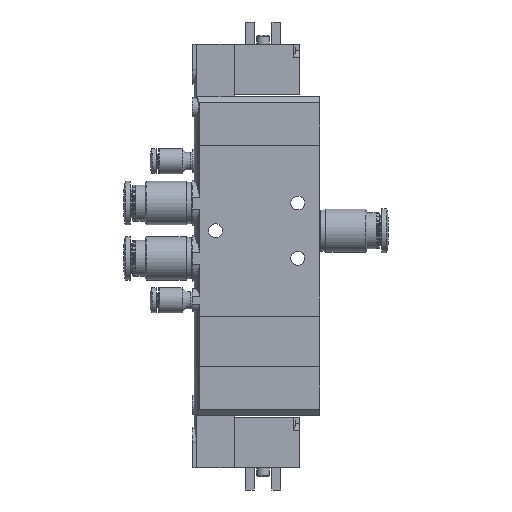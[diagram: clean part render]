
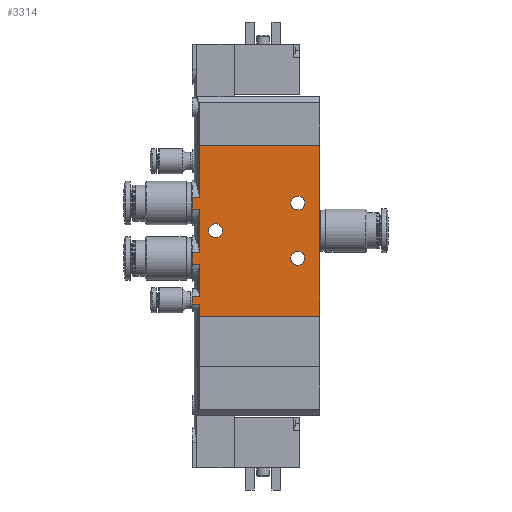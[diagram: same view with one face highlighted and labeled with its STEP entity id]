
A CAD part, left-side view. The second image highlights one B-rep face of the part: STEP entity #3314.
In plain terms, the highlighted face is planar.
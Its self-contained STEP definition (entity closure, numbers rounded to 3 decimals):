
#117=PLANE('',#4172);
#291=CIRCLE('',#4160,2.2);
#293=CIRCLE('',#4163,2.2);
#298=CIRCLE('',#4173,2.2);
#531=ORIENTED_EDGE('',*,*,#1366,.T.);
#532=ORIENTED_EDGE('',*,*,#1403,.T.);
#533=ORIENTED_EDGE('',*,*,#1396,.F.);
#534=ORIENTED_EDGE('',*,*,#1355,.T.);
#535=ORIENTED_EDGE('',*,*,#1368,.T.);
#536=ORIENTED_EDGE('',*,*,#1357,.T.);
#537=ORIENTED_EDGE('',*,*,#1398,.F.);
#538=ORIENTED_EDGE('',*,*,#1347,.T.);
#539=ORIENTED_EDGE('',*,*,#1371,.T.);
#540=ORIENTED_EDGE('',*,*,#1349,.T.);
#541=ORIENTED_EDGE('',*,*,#1390,.F.);
#542=ORIENTED_EDGE('',*,*,#1380,.T.);
#543=ORIENTED_EDGE('',*,*,#1384,.T.);
#544=ORIENTED_EDGE('',*,*,#1382,.T.);
#545=ORIENTED_EDGE('',*,*,#1393,.F.);
#546=ORIENTED_EDGE('',*,*,#1404,.F.);
#547=ORIENTED_EDGE('',*,*,#1388,.F.);
#548=ORIENTED_EDGE('',*,*,#1386,.F.);
#549=ORIENTED_EDGE('',*,*,#1405,.F.);
#1347=EDGE_CURVE('',#1798,#1797,#2122,.F.);
#1349=EDGE_CURVE('',#1799,#1800,#2123,.T.);
#1355=EDGE_CURVE('',#1806,#1805,#2126,.F.);
#1357=EDGE_CURVE('',#1807,#1808,#2127,.T.);
#1366=EDGE_CURVE('',#1817,#1816,#2131,.T.);
#1368=EDGE_CURVE('',#1805,#1807,#2133,.T.);
#1371=EDGE_CURVE('',#1797,#1799,#2135,.T.);
#1380=EDGE_CURVE('',#1825,#1826,#2140,.F.);
#1382=EDGE_CURVE('',#1828,#1827,#2141,.T.);
#1384=EDGE_CURVE('',#1826,#1828,#2142,.T.);
#1386=EDGE_CURVE('',#1830,#1830,#291,.F.);
#1388=EDGE_CURVE('',#1832,#1832,#293,.F.);
#1390=EDGE_CURVE('',#1825,#1800,#2143,.T.);
#1393=EDGE_CURVE('',#1835,#1827,#2145,.T.);
#1396=EDGE_CURVE('',#1806,#1837,#2148,.T.);
#1398=EDGE_CURVE('',#1798,#1808,#2149,.T.);
#1403=EDGE_CURVE('',#1816,#1837,#2153,.T.);
#1404=EDGE_CURVE('',#1817,#1835,#2154,.T.);
#1405=EDGE_CURVE('',#1839,#1839,#298,.F.);
#1797=VERTEX_POINT('',#5576);
#1798=VERTEX_POINT('',#5578);
#1799=VERTEX_POINT('',#5590);
#1800=VERTEX_POINT('',#5591);
#1805=VERTEX_POINT('',#5610);
#1806=VERTEX_POINT('',#5612);
#1807=VERTEX_POINT('',#5624);
#1808=VERTEX_POINT('',#5625);
#1816=VERTEX_POINT('',#5650);
#1817=VERTEX_POINT('',#5652);
#1825=VERTEX_POINT('',#5689);
#1826=VERTEX_POINT('',#5690);
#1827=VERTEX_POINT('',#5702);
#1828=VERTEX_POINT('',#5704);
#1830=VERTEX_POINT('',#5712);
#1832=VERTEX_POINT('',#5717);
#1835=VERTEX_POINT('',#5725);
#1837=VERTEX_POINT('',#5732);
#1839=VERTEX_POINT('',#5746);
#2122=LINE('',#5577,#2337);
#2123=LINE('',#5589,#2338);
#2126=LINE('',#5611,#2341);
#2127=LINE('',#5623,#2342);
#2131=LINE('',#5651,#2346);
#2133=LINE('',#5655,#2348);
#2135=LINE('',#5660,#2350);
#2140=LINE('',#5688,#2355);
#2141=LINE('',#5703,#2356);
#2142=LINE('',#5707,#2357);
#2143=LINE('',#5721,#2358);
#2145=LINE('',#5726,#2360);
#2148=LINE('',#5731,#2363);
#2149=LINE('',#5735,#2364);
#2153=LINE('',#5743,#2368);
#2154=LINE('',#5744,#2369);
#2337=VECTOR('',#4548,1000.);
#2338=VECTOR('',#4551,1000.);
#2341=VECTOR('',#4560,1000.);
#2342=VECTOR('',#4563,1000.);
#2346=VECTOR('',#4577,1000.);
#2348=VECTOR('',#4581,1000.);
#2350=VECTOR('',#4587,1000.);
#2355=VECTOR('',#4604,1000.);
#2356=VECTOR('',#4605,1000.);
#2357=VECTOR('',#4610,1000.);
#2358=VECTOR('',#4627,1000.);
#2360=VECTOR('',#4631,1000.);
#2363=VECTOR('',#4636,1000.);
#2364=VECTOR('',#4641,1000.);
#2368=VECTOR('',#4651,1000.);
#2369=VECTOR('',#4652,1000.);
#2580=EDGE_LOOP('',(#531,#532,#533,#534,#535,#536,#537,#538,#539,#540,#541,
#542,#543,#544,#545,#546));
#2581=EDGE_LOOP('',(#547));
#2582=EDGE_LOOP('',(#548));
#2583=EDGE_LOOP('',(#549));
#2912=FACE_BOUND('',#2580,.T.);
#2913=FACE_BOUND('',#2581,.T.);
#2914=FACE_BOUND('',#2582,.T.);
#2915=FACE_BOUND('',#2583,.T.);
#3314=ADVANCED_FACE('',(#2912,#2913,#2914,#2915),#117,.F.);
#4160=AXIS2_PLACEMENT_3D('',#5711,#4615,#4616);
#4163=AXIS2_PLACEMENT_3D('',#5716,#4621,#4622);
#4172=AXIS2_PLACEMENT_3D('',#5742,#4649,#4650);
#4173=AXIS2_PLACEMENT_3D('',#5745,#4653,#4654);
#4548=DIRECTION('',(0.,-1.,0.));
#4551=DIRECTION('',(0.,-1.,0.));
#4560=DIRECTION('',(0.,-1.,0.));
#4563=DIRECTION('',(0.,-1.,0.));
#4577=DIRECTION('',(-1.,0.,0.));
#4581=DIRECTION('',(1.,0.,0.));
#4587=DIRECTION('',(1.,0.,0.));
#4604=DIRECTION('',(0.,-1.,0.));
#4605=DIRECTION('',(0.,-1.,0.));
#4610=DIRECTION('',(1.,0.,0.));
#4615=DIRECTION('',(0.,0.,1.));
#4616=DIRECTION('',(1.,0.,0.));
#4621=DIRECTION('',(0.,0.,1.));
#4622=DIRECTION('',(1.,0.,0.));
#4627=DIRECTION('',(-1.,0.,0.));
#4631=DIRECTION('',(-1.,0.,0.));
#4636=DIRECTION('',(-1.,0.,0.));
#4641=DIRECTION('',(-1.,0.,0.));
#4649=DIRECTION('',(0.,0.,1.));
#4650=DIRECTION('',(1.,0.,0.));
#4651=DIRECTION('',(0.,1.,0.));
#4652=DIRECTION('',(0.,1.,0.));
#4653=DIRECTION('',(0.,0.,1.));
#4654=DIRECTION('',(1.,0.,0.));
#5576=CARTESIAN_POINT('',(33.863,40.4,-7.));
#5577=CARTESIAN_POINT('',(33.863,0.,-7.));
#5578=CARTESIAN_POINT('',(33.863,38.066,-7.));
#5589=CARTESIAN_POINT('',(37.637,0.,-7.));
#5590=CARTESIAN_POINT('',(37.637,40.4,-7.));
#5591=CARTESIAN_POINT('',(37.637,38.066,-7.));
#5610=CARTESIAN_POINT('',(16.363,40.4,-7.));
#5611=CARTESIAN_POINT('',(16.363,0.,-7.));
#5612=CARTESIAN_POINT('',(16.363,38.066,-7.));
#5623=CARTESIAN_POINT('',(20.137,0.,-7.));
#5624=CARTESIAN_POINT('',(20.137,40.4,-7.));
#5625=CARTESIAN_POINT('',(20.137,38.066,-7.));
#5650=CARTESIAN_POINT('',(0.,0.,-7.));
#5651=CARTESIAN_POINT('',(54.,0.,-7.));
#5652=CARTESIAN_POINT('',(54.,0.,-7.));
#5655=CARTESIAN_POINT('',(18.25,40.4,-7.));
#5660=CARTESIAN_POINT('',(35.75,40.4,-7.));
#5688=CARTESIAN_POINT('',(47.8,0.,-7.));
#5689=CARTESIAN_POINT('',(47.8,38.066,-7.));
#5690=CARTESIAN_POINT('',(47.8,40.4,-7.));
#5702=CARTESIAN_POINT('',(50.2,38.066,-7.));
#5703=CARTESIAN_POINT('',(50.2,0.,-7.));
#5704=CARTESIAN_POINT('',(50.2,40.4,-7.));
#5707=CARTESIAN_POINT('',(49.,40.4,-7.));
#5711=CARTESIAN_POINT('',(18.25,7.,-7.));
#5712=CARTESIAN_POINT('',(20.45,7.,-7.));
#5716=CARTESIAN_POINT('',(35.75,7.,-7.));
#5717=CARTESIAN_POINT('',(37.95,7.,-7.));
#5721=CARTESIAN_POINT('',(54.,38.066,-7.));
#5725=CARTESIAN_POINT('',(54.,38.066,-7.));
#5726=CARTESIAN_POINT('',(54.,38.066,-7.));
#5731=CARTESIAN_POINT('',(54.,38.066,-7.));
#5732=CARTESIAN_POINT('',(0.,38.066,-7.));
#5735=CARTESIAN_POINT('',(54.,38.066,-7.));
#5742=CARTESIAN_POINT('',(54.,0.,-7.));
#5743=CARTESIAN_POINT('',(0.,0.,-7.));
#5744=CARTESIAN_POINT('',(54.,0.,-7.));
#5745=CARTESIAN_POINT('',(27.,33.,-7.));
#5746=CARTESIAN_POINT('',(29.2,33.,-7.));
